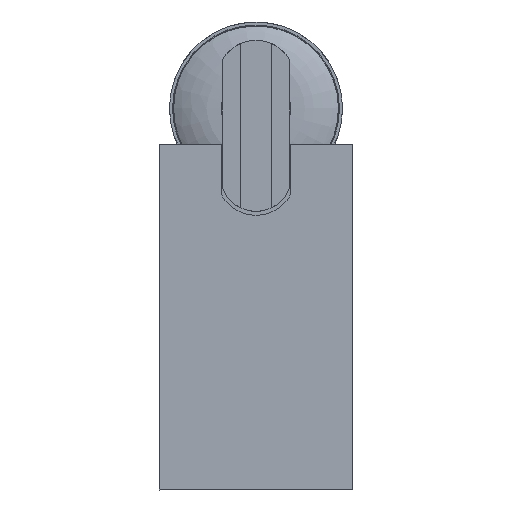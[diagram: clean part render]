
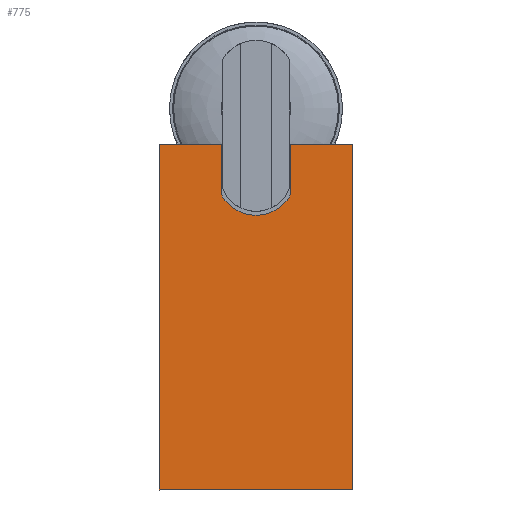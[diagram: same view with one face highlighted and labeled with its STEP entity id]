
A CAD part, left-side view. The second image highlights one B-rep face of the part: STEP entity #775.
In plain terms, the highlighted face is planar.
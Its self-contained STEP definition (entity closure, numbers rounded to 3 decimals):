
#22 = VERTEX_POINT ( 'NONE', #706 ) ;
#70 = VERTEX_POINT ( 'NONE', #2022 ) ;
#72 = EDGE_CURVE ( 'NONE', #2951, #833, #351, .T. ) ;
#85 = CARTESIAN_POINT ( 'NONE',  ( -47.5, -157.805, 0. ) ) ;
#110 = EDGE_LOOP ( 'NONE', ( #1477, #1848, #3062, #2002, #1853, #634, #1503, #1616, #203 ) ) ;
#157 = EDGE_CURVE ( 'NONE', #70, #2951, #1504, .T. ) ;
#203 = ORIENTED_EDGE ( 'NONE', *, *, #2174, .T. ) ;
#228 = AXIS2_PLACEMENT_3D ( 'NONE', #2451, #1523, #1950 ) ;
#255 = VECTOR ( 'NONE', #533, 1000. ) ;
#287 = VERTEX_POINT ( 'NONE', #1384 ) ;
#303 = DIRECTION ( 'NONE',  ( 0., 1., 0. ) ) ;
#351 = LINE ( 'NONE', #85, #904 ) ;
#429 = DIRECTION ( 'NONE',  ( 0., 0., 1. ) ) ;
#453 = VECTOR ( 'NONE', #1027, 1000. ) ;
#533 = DIRECTION ( 'NONE',  ( 0., 1., 0. ) ) ;
#536 = EDGE_CURVE ( 'NONE', #919, #22, #1467, .T. ) ;
#561 = AXIS2_PLACEMENT_3D ( 'NONE', #2567, #429, #700 ) ;
#596 = VERTEX_POINT ( 'NONE', #3011 ) ;
#622 = CARTESIAN_POINT ( 'NONE',  ( 17., 15.8, 0. ) ) ;
#634 = ORIENTED_EDGE ( 'NONE', *, *, #1872, .F. ) ;
#646 = CARTESIAN_POINT ( 'NONE',  ( 47.5, 15.8, 0. ) ) ;
#700 = DIRECTION ( 'NONE',  ( 0., -1., 0. ) ) ;
#706 = CARTESIAN_POINT ( 'NONE',  ( 17., -9.2, 0. ) ) ;
#775 = ADVANCED_FACE ( 'NONE', ( #2667 ), #1511, .F. ) ;
#833 = VERTEX_POINT ( 'NONE', #968 ) ;
#845 = EDGE_CURVE ( 'NONE', #833, #287, #1924, .T. ) ;
#903 = LINE ( 'NONE', #3056, #2748 ) ;
#904 = VECTOR ( 'NONE', #303, 1000. ) ;
#919 = VERTEX_POINT ( 'NONE', #2240 ) ;
#929 = VECTOR ( 'NONE', #1164, 1000. ) ;
#937 = CARTESIAN_POINT ( 'NONE',  ( 47.5, 19.405, 0. ) ) ;
#968 = CARTESIAN_POINT ( 'NONE',  ( -47.5, 15.8, 0. ) ) ;
#999 = VECTOR ( 'NONE', #1665, 1000. ) ;
#1027 = DIRECTION ( 'NONE',  ( -1., 0., 0. ) ) ;
#1164 = DIRECTION ( 'NONE',  ( 0., 1., 0. ) ) ;
#1176 = EDGE_CURVE ( 'NONE', #596, #70, #2183, .T. ) ;
#1384 = CARTESIAN_POINT ( 'NONE',  ( -17., 15.8, 0. ) ) ;
#1399 = CARTESIAN_POINT ( 'NONE',  ( -17., 15.8, 0. ) ) ;
#1467 = CIRCLE ( 'NONE', #561, 19.45 ) ;
#1477 = ORIENTED_EDGE ( 'NONE', *, *, #845, .F. ) ;
#1503 = ORIENTED_EDGE ( 'NONE', *, *, #2463, .F. ) ;
#1504 = LINE ( 'NONE', #2442, #453 ) ;
#1511 = PLANE ( 'NONE',  #228 ) ;
#1523 = DIRECTION ( 'NONE',  ( 0., 0., -1. ) ) ;
#1606 = EDGE_CURVE ( 'NONE', #1883, #596, #2374, .T. ) ;
#1616 = ORIENTED_EDGE ( 'NONE', *, *, #536, .F. ) ;
#1665 = DIRECTION ( 'NONE',  ( 0., -1., 0. ) ) ;
#1671 = LINE ( 'NONE', #1399, #929 ) ;
#1755 = CARTESIAN_POINT ( 'NONE',  ( 51.105, -154.2, 0. ) ) ;
#1779 = CARTESIAN_POINT ( 'NONE',  ( -47.5, -154.2, 0. ) ) ;
#1848 = ORIENTED_EDGE ( 'NONE', *, *, #72, .F. ) ;
#1853 = ORIENTED_EDGE ( 'NONE', *, *, #1606, .F. ) ;
#1872 = EDGE_CURVE ( 'NONE', #2289, #1883, #903, .T. ) ;
#1875 = DIRECTION ( 'NONE',  ( 1., 0., 0. ) ) ;
#1883 = VERTEX_POINT ( 'NONE', #646 ) ;
#1924 = LINE ( 'NONE', #2365, #2044 ) ;
#1950 = DIRECTION ( 'NONE',  ( 0., 1., 0. ) ) ;
#2002 = ORIENTED_EDGE ( 'NONE', *, *, #1176, .F. ) ;
#2022 = CARTESIAN_POINT ( 'NONE',  ( -44.502, -154.2, 0. ) ) ;
#2044 = VECTOR ( 'NONE', #1875, 1000. ) ;
#2174 = EDGE_CURVE ( 'NONE', #919, #287, #1671, .T. ) ;
#2179 = VECTOR ( 'NONE', #2712, 1000. ) ;
#2183 = LINE ( 'NONE', #1755, #2179 ) ;
#2240 = CARTESIAN_POINT ( 'NONE',  ( -17., -9.2, 0. ) ) ;
#2289 = VERTEX_POINT ( 'NONE', #622 ) ;
#2305 = DIRECTION ( 'NONE',  ( 1., 0., 0. ) ) ;
#2365 = CARTESIAN_POINT ( 'NONE',  ( -51.105, 15.8, 0. ) ) ;
#2374 = LINE ( 'NONE', #937, #999 ) ;
#2442 = CARTESIAN_POINT ( 'NONE',  ( 0., -154.2, 0. ) ) ;
#2451 = CARTESIAN_POINT ( 'NONE',  ( 0., -56.7, 0. ) ) ;
#2463 = EDGE_CURVE ( 'NONE', #22, #2289, #2717, .T. ) ;
#2567 = CARTESIAN_POINT ( 'NONE',  ( 0., 0.25, 0. ) ) ;
#2667 = FACE_OUTER_BOUND ( 'NONE', #110, .T. ) ;
#2699 = CARTESIAN_POINT ( 'NONE',  ( 17., -56.7, 0. ) ) ;
#2712 = DIRECTION ( 'NONE',  ( -1., 0., 0. ) ) ;
#2717 = LINE ( 'NONE', #2699, #255 ) ;
#2748 = VECTOR ( 'NONE', #2305, 1000. ) ;
#2951 = VERTEX_POINT ( 'NONE', #1779 ) ;
#3011 = CARTESIAN_POINT ( 'NONE',  ( 47.5, -154.2, 0. ) ) ;
#3056 = CARTESIAN_POINT ( 'NONE',  ( -51.105, 15.8, 0. ) ) ;
#3062 = ORIENTED_EDGE ( 'NONE', *, *, #157, .F. ) ;
